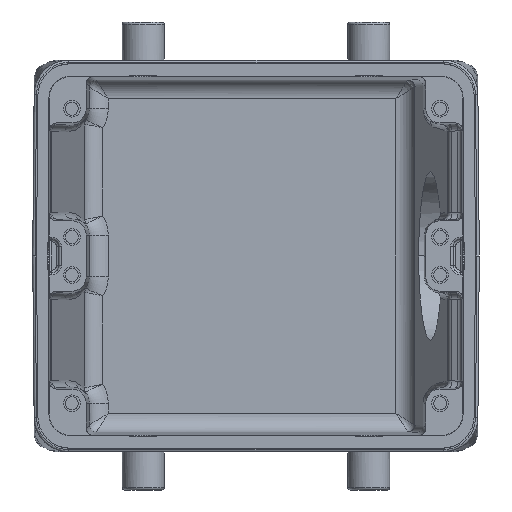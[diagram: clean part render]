
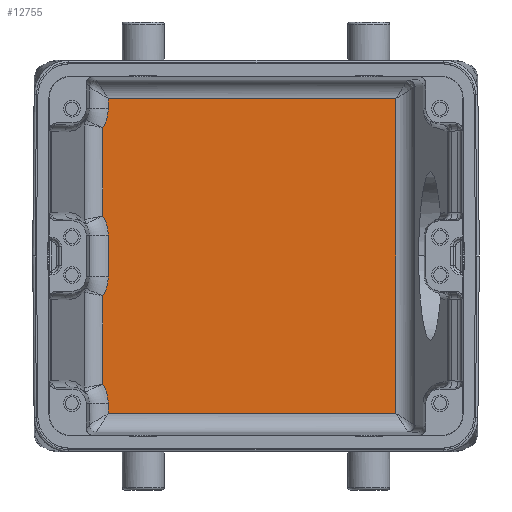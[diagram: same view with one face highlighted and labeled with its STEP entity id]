
A CAD part, front view. The second image highlights one B-rep face of the part: STEP entity #12755.
In plain terms, the highlighted planar face has unit normal (0, -1, 0).
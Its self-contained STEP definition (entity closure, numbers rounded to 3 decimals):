
#2721=DIRECTION('',(0.,0.,-1.));
#2722=VECTOR('',#2721,8.8);
#2723=CARTESIAN_POINT('',(-31.104,40.,4.4));
#2724=LINE('',#2723,#2722);
#3152=DIRECTION('',(1.,0.,0.));
#3153=VECTOR('',#3152,60.552);
#3154=CARTESIAN_POINT('',(-31.104,40.,-33.104));
#3155=LINE('',#3154,#3153);
#3187=DIRECTION('',(0.,0.,-1.));
#3188=VECTOR('',#3187,2.104);
#3189=CARTESIAN_POINT('',(-31.104,40.,-31.));
#3190=LINE('',#3189,#3188);
#3258=DIRECTION('',(0.,0.,-1.));
#3259=VECTOR('',#3258,18.63);
#3260=CARTESIAN_POINT('',(-32.225,40.,-8.385));
#3261=LINE('',#3260,#3259);
#3262=CARTESIAN_POINT('',(-38.75,40.,-31.));
#3263=DIRECTION('',(0.,-1.,0.));
#3264=DIRECTION('',(1.,0.,0.));
#3265=AXIS2_PLACEMENT_3D('',#3262,#3263,#3264);
#3267=CARTESIAN_POINT('',(-38.75,40.,-4.4));
#3268=DIRECTION('',(0.,-1.,0.));
#3269=DIRECTION('',(0.853,0.,-0.521));
#3270=AXIS2_PLACEMENT_3D('',#3267,#3268,#3269);
#3272=CARTESIAN_POINT('',(-38.75,40.,4.4));
#3273=DIRECTION('',(0.,-1.,0.));
#3274=DIRECTION('',(1.,0.,0.));
#3275=AXIS2_PLACEMENT_3D('',#3272,#3273,#3274);
#3277=CARTESIAN_POINT('',(-38.75,40.,31.));
#3278=DIRECTION('',(0.,-1.,0.));
#3279=DIRECTION('',(0.853,0.,-0.521));
#3280=AXIS2_PLACEMENT_3D('',#3277,#3278,#3279);
#3297=DIRECTION('',(-1.,0.,0.));
#3298=VECTOR('',#3297,60.552);
#3299=CARTESIAN_POINT('',(29.448,40.,33.104));
#3300=LINE('',#3299,#3298);
#3330=DIRECTION('',(0.,0.,1.));
#3331=VECTOR('',#3330,66.208);
#3332=CARTESIAN_POINT('',(29.448,40.,-33.104));
#3333=LINE('',#3332,#3331);
#3699=DIRECTION('',(0.,0.,-1.));
#3700=VECTOR('',#3699,2.104);
#3701=CARTESIAN_POINT('',(-31.104,40.,33.104));
#3702=LINE('',#3701,#3700);
#3736=CARTESIAN_POINT('',(-32.225,40.,27.015));
#3850=CARTESIAN_POINT('',(-32.225,40.,8.385));
#3874=DIRECTION('',(0.,0.,-1.));
#3875=VECTOR('',#3874,18.63);
#3876=CARTESIAN_POINT('',(-32.225,40.,27.015));
#3877=LINE('',#3876,#3875);
#7569=VERTEX_POINT('',#3736);
#7570=CARTESIAN_POINT('',(-31.104,40.,31.));
#7571=VERTEX_POINT('',#7570);
#7572=VERTEX_POINT('',#3850);
#7574=CARTESIAN_POINT('',(-31.104,40.,4.4));
#7575=VERTEX_POINT('',#7574);
#7576=CARTESIAN_POINT('',(29.448,40.,33.104));
#7577=CARTESIAN_POINT('',(-31.104,40.,33.104));
#7578=VERTEX_POINT('',#7576);
#7579=VERTEX_POINT('',#7577);
#7580=CARTESIAN_POINT('',(29.448,40.,-33.104));
#7581=VERTEX_POINT('',#7580);
#7582=CARTESIAN_POINT('',(-31.104,40.,-33.104));
#7583=VERTEX_POINT('',#7582);
#7584=CARTESIAN_POINT('',(-31.104,40.,-31.));
#7585=VERTEX_POINT('',#7584);
#7586=CARTESIAN_POINT('',(-32.225,40.,-27.015));
#7587=VERTEX_POINT('',#7586);
#7588=CARTESIAN_POINT('',(-32.225,40.,-8.385));
#7589=VERTEX_POINT('',#7588);
#7590=CARTESIAN_POINT('',(-31.104,40.,-4.4));
#7591=VERTEX_POINT('',#7590);
#12730=CARTESIAN_POINT('',(32.925,40.,-37.75));
#12731=DIRECTION('',(0.,1.,0.));
#12732=DIRECTION('',(-1.,0.,0.));
#12733=AXIS2_PLACEMENT_3D('',#12730,#12731,#12732);
#12734=PLANE('',#12733);
#12736=ORIENTED_EDGE('',*,*,#12735,.F.);
#12738=ORIENTED_EDGE('',*,*,#12737,.F.);
#12739=ORIENTED_EDGE('',*,*,#12488,.F.);
#12740=ORIENTED_EDGE('',*,*,#12611,.F.);
#12741=ORIENTED_EDGE('',*,*,#12627,.T.);
#12742=ORIENTED_EDGE('',*,*,#12725,.F.);
#12743=ORIENTED_EDGE('',*,*,#11795,.T.);
#12744=ORIENTED_EDGE('',*,*,#11778,.F.);
#12746=ORIENTED_EDGE('',*,*,#12745,.T.);
#12748=ORIENTED_EDGE('',*,*,#12747,.F.);
#12750=ORIENTED_EDGE('',*,*,#12749,.T.);
#12752=ORIENTED_EDGE('',*,*,#12751,.F.);
#12753=EDGE_LOOP('',(#12736,#12738,#12739,#12740,#12741,#12742,#12743,#12744,
#12746,#12748,#12750,#12752));
#12754=FACE_OUTER_BOUND('',#12753,.F.);
#12755=ADVANCED_FACE('',(#12754),#12734,.F.);
#3266=CIRCLE('',#3265,7.646);
#3271=CIRCLE('',#3270,7.646);
#3276=CIRCLE('',#3275,7.646);
#3281=CIRCLE('',#3280,7.646);
#11778=EDGE_CURVE('',#7575,#7591,#2724,.T.);
#11795=EDGE_CURVE('',#7589,#7591,#3271,.T.);
#12488=EDGE_CURVE('',#7583,#7581,#3155,.T.);
#12611=EDGE_CURVE('',#7585,#7583,#3190,.T.);
#12627=EDGE_CURVE('',#7585,#7587,#3266,.T.);
#12725=EDGE_CURVE('',#7589,#7587,#3261,.T.);
#12735=EDGE_CURVE('',#7578,#7579,#3300,.T.);
#12737=EDGE_CURVE('',#7581,#7578,#3333,.T.);
#12745=EDGE_CURVE('',#7575,#7572,#3276,.T.);
#12747=EDGE_CURVE('',#7569,#7572,#3877,.T.);
#12749=EDGE_CURVE('',#7569,#7571,#3281,.T.);
#12751=EDGE_CURVE('',#7579,#7571,#3702,.T.);
